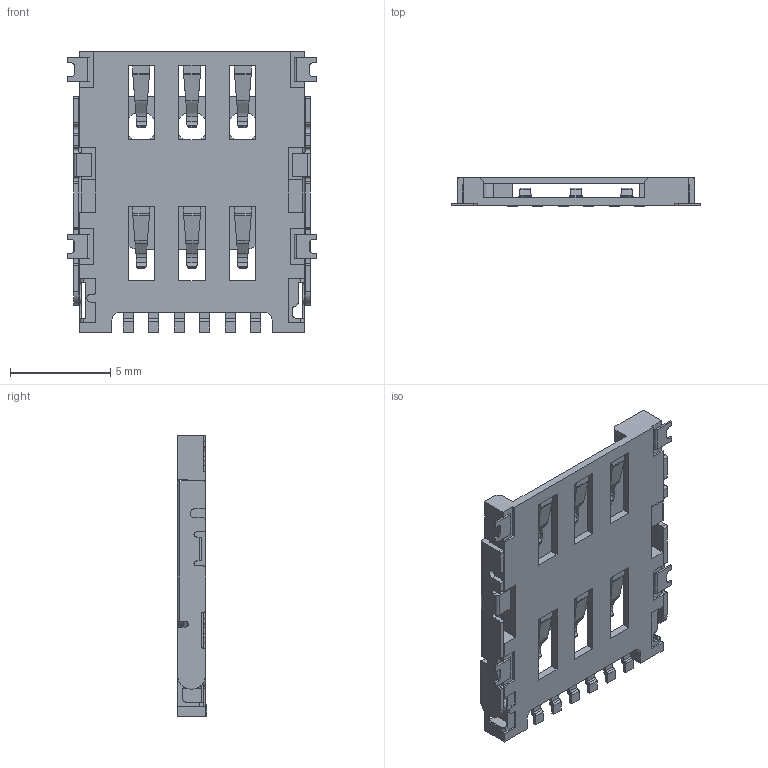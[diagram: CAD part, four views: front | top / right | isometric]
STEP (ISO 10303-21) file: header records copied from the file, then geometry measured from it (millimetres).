
FILE_DESCRIPTION (( 'STEP AP214' ), '1' );
FILE_NAME ('5E2BC679-C7DF-4A61-BB81-9477A0848114.STEP', '2022-12-13T03:04:47', ( '' ), ( '' ), 'SwSTEP 2.0', 'SolidWorks 2022', '' );
FILE_SCHEMA (( 'AUTOMOTIVE_DESIGN' ));
Length unit declared in the file: millimetre
Products named in the file (1): 5E2BC679-C7DF-4A61-BB81-9477A0848114
Bounding box: 12.4 x 1.45 x 14 mm (x, y, z)
Volume: 93.2 mm3; surface area: 618.1 mm2
Topology: 14 solids, 14 shells, 700 faces, 1949 edges, 1294 vertices
Faces by surface type: plane 461, cylinder 206, bspline 31, cone 2
Entity records: 28512 total; most frequent: CARTESIAN_POINT 6975, ORIENTED_EDGE 3898, DIRECTION 3369, EDGE_CURVE 1949, LINE 1393, VECTOR 1393, VERTEX_POINT 1294, AXIS2_PLACEMENT_3D 988
